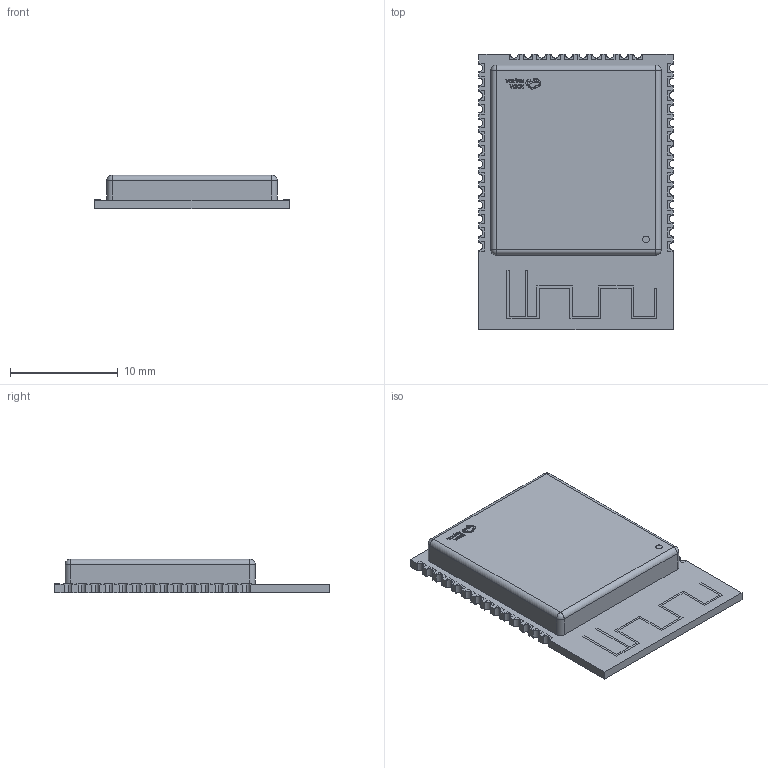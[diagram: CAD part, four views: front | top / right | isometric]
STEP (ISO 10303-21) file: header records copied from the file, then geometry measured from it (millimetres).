
FILE_DESCRIPTION (( 'STEP AP214' ), '1' );
FILE_NAME ('COMM-SMD_ESP-WROOM-32D.step', '2022-06-21T13:10:58', ( '' ), ( '' ), 'SwSTEP 2.0', 'SolidWorks 2020', '' );
FILE_SCHEMA (( 'AUTOMOTIVE_DESIGN' ));
Length unit declared in the file: millimetre
Products named in the file (1): COMM-SMD_ESP-WROOM-32D
Bounding box: 18 x 25.5 x 3.12 mm (x, y, z)
Volume: 997.4 mm3; surface area: 1125.7 mm2
Topology: 1 solids, 1 shells, 737 faces, 2107 edges, 1398 vertices
Faces by surface type: plane 559, bspline 112, cylinder 62, sphere 4
Entity records: 33058 total; most frequent: CARTESIAN_POINT 6343, ORIENTED_EDGE 4206, DIRECTION 3251, EDGE_CURVE 2103, VECTOR 1751, LINE 1751, VERTEX_POINT 1398, EDGE_LOOP 767
